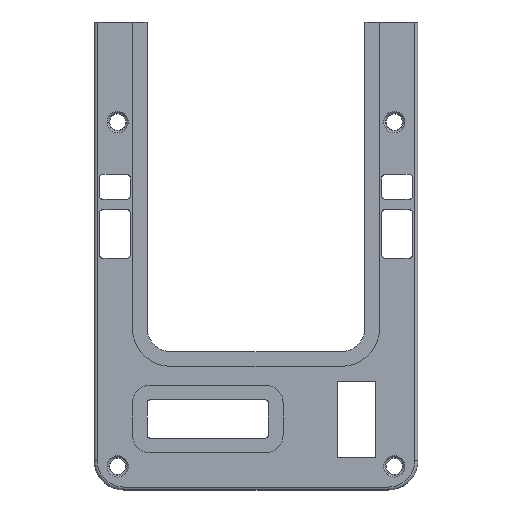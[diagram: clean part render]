
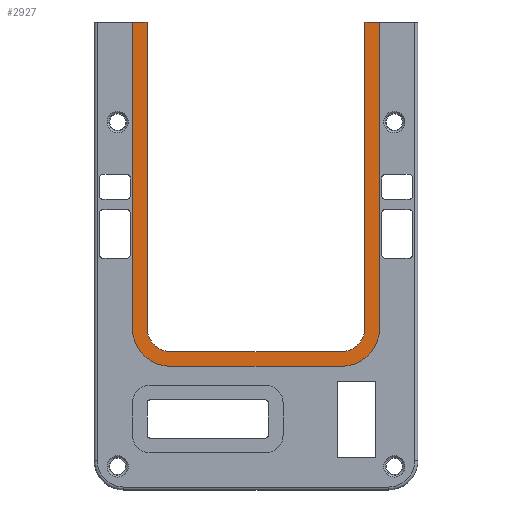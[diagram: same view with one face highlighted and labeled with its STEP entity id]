
A CAD part, top view. The second image highlights one B-rep face of the part: STEP entity #2927.
In plain terms, the highlighted planar face has unit normal (0, 0, 1).
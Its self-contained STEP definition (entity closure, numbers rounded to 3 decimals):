
#125=CIRCLE('',#3116,13.);
#126=CIRCLE('',#3117,13.);
#127=CIRCLE('',#3118,8.);
#128=CIRCLE('',#3119,8.);
#260=FACE_OUTER_BOUND('',#432,.T.);
#432=EDGE_LOOP('',(#1967,#1968,#1969,#1970,#1971,#1972,#1973,#1974,#1975,
#1976,#1977,#1978));
#631=LINE('',#4337,#936);
#637=LINE('',#4349,#942);
#638=LINE('',#4352,#943);
#641=LINE('',#4358,#946);
#642=LINE('',#4362,#947);
#643=LINE('',#4365,#948);
#644=LINE('',#4367,#949);
#645=LINE('',#4371,#950);
#936=VECTOR('',#3421,10.);
#942=VECTOR('',#3429,10.);
#943=VECTOR('',#3432,10.);
#946=VECTOR('',#3437,10.);
#947=VECTOR('',#3440,10.);
#948=VECTOR('',#3443,10.);
#949=VECTOR('',#3444,10.);
#950=VECTOR('',#3447,10.);
#1240=VERTEX_POINT('',#4333);
#1242=VERTEX_POINT('',#4336);
#1245=VERTEX_POINT('',#4343);
#1247=VERTEX_POINT('',#4347);
#1248=VERTEX_POINT('',#4351);
#1250=VERTEX_POINT('',#4357);
#1251=VERTEX_POINT('',#4359);
#1252=VERTEX_POINT('',#4361);
#1253=VERTEX_POINT('',#4363);
#1254=VERTEX_POINT('',#4366);
#1255=VERTEX_POINT('',#4368);
#1256=VERTEX_POINT('',#4370);
#1519=EDGE_CURVE('',#1242,#1240,#631,.T.);
#1525=EDGE_CURVE('',#1245,#1247,#637,.T.);
#1526=EDGE_CURVE('',#1248,#1242,#638,.T.);
#1529=EDGE_CURVE('',#1250,#1240,#641,.T.);
#1530=EDGE_CURVE('',#1250,#1251,#125,.T.);
#1531=EDGE_CURVE('',#1252,#1251,#642,.T.);
#1532=EDGE_CURVE('',#1252,#1253,#126,.T.);
#1533=EDGE_CURVE('',#1245,#1253,#643,.T.);
#1534=EDGE_CURVE('',#1247,#1254,#644,.T.);
#1535=EDGE_CURVE('',#1254,#1255,#127,.T.);
#1536=EDGE_CURVE('',#1255,#1256,#645,.T.);
#1537=EDGE_CURVE('',#1256,#1248,#128,.T.);
#1967=ORIENTED_EDGE('',*,*,#1519,.T.);
#1968=ORIENTED_EDGE('',*,*,#1529,.F.);
#1969=ORIENTED_EDGE('',*,*,#1530,.T.);
#1970=ORIENTED_EDGE('',*,*,#1531,.F.);
#1971=ORIENTED_EDGE('',*,*,#1532,.T.);
#1972=ORIENTED_EDGE('',*,*,#1533,.F.);
#1973=ORIENTED_EDGE('',*,*,#1525,.T.);
#1974=ORIENTED_EDGE('',*,*,#1534,.T.);
#1975=ORIENTED_EDGE('',*,*,#1535,.T.);
#1976=ORIENTED_EDGE('',*,*,#1536,.T.);
#1977=ORIENTED_EDGE('',*,*,#1537,.T.);
#1978=ORIENTED_EDGE('',*,*,#1526,.T.);
#2832=PLANE('',#3115);
#2927=ADVANCED_FACE('',(#260),#2832,.T.);
#3115=AXIS2_PLACEMENT_3D('',#4356,#3435,#3436);
#3116=AXIS2_PLACEMENT_3D('',#4360,#3438,#3439);
#3117=AXIS2_PLACEMENT_3D('',#4364,#3441,#3442);
#3118=AXIS2_PLACEMENT_3D('',#4369,#3445,#3446);
#3119=AXIS2_PLACEMENT_3D('',#4372,#3448,#3449);
#3421=DIRECTION('',(-1.,0.,0.));
#3429=DIRECTION('',(-1.,0.,0.));
#3432=DIRECTION('',(0.,1.,0.));
#3435=DIRECTION('center_axis',(0.,0.,1.));
#3436=DIRECTION('ref_axis',(-1.,0.,0.));
#3437=DIRECTION('',(0.,1.,0.));
#3438=DIRECTION('center_axis',(0.,0.,1.));
#3439=DIRECTION('ref_axis',(-1.,0.,0.));
#3440=DIRECTION('',(-1.,0.,0.));
#3441=DIRECTION('center_axis',(0.,0.,1.));
#3442=DIRECTION('ref_axis',(0.,-1.,0.));
#3443=DIRECTION('',(0.,-1.,0.));
#3444=DIRECTION('',(0.,-1.,0.));
#3445=DIRECTION('center_axis',(0.,0.,-1.));
#3446=DIRECTION('ref_axis',(0.,-1.,0.));
#3447=DIRECTION('',(-1.,0.,0.));
#3448=DIRECTION('center_axis',(0.,0.,-1.));
#3449=DIRECTION('ref_axis',(-1.,0.,0.));
#4333=CARTESIAN_POINT('',(-3.,114.,20.));
#4336=CARTESIAN_POINT('',(2.,114.,20.));
#4337=CARTESIAN_POINT('',(39.,114.,20.));
#4343=CARTESIAN_POINT('',(81.,114.,20.));
#4347=CARTESIAN_POINT('',(76.,114.,20.));
#4349=CARTESIAN_POINT('',(39.,114.,20.));
#4351=CARTESIAN_POINT('',(2.,10.,20.));
#4352=CARTESIAN_POINT('',(2.,10.,20.));
#4356=CARTESIAN_POINT('Origin',(39.,80.,20.));
#4357=CARTESIAN_POINT('',(-3.,10.,20.));
#4358=CARTESIAN_POINT('',(-3.,10.,20.));
#4359=CARTESIAN_POINT('',(10.,-3.,20.));
#4360=CARTESIAN_POINT('Origin',(10.,10.,20.));
#4361=CARTESIAN_POINT('',(68.,-3.,20.));
#4362=CARTESIAN_POINT('',(68.,-3.,20.));
#4363=CARTESIAN_POINT('',(81.,10.,20.));
#4364=CARTESIAN_POINT('Origin',(68.,10.,20.));
#4365=CARTESIAN_POINT('',(81.,150.,20.));
#4366=CARTESIAN_POINT('',(76.,10.,20.));
#4367=CARTESIAN_POINT('',(76.,150.,20.));
#4368=CARTESIAN_POINT('',(68.,2.,20.));
#4369=CARTESIAN_POINT('Origin',(68.,10.,20.));
#4370=CARTESIAN_POINT('',(10.,2.,20.));
#4371=CARTESIAN_POINT('',(68.,2.,20.));
#4372=CARTESIAN_POINT('Origin',(10.,10.,20.));
